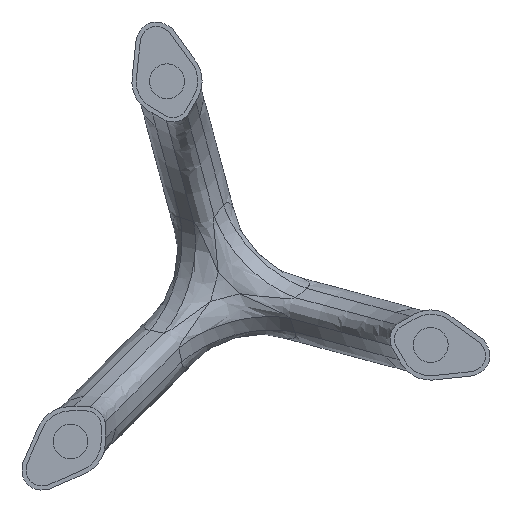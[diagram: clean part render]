
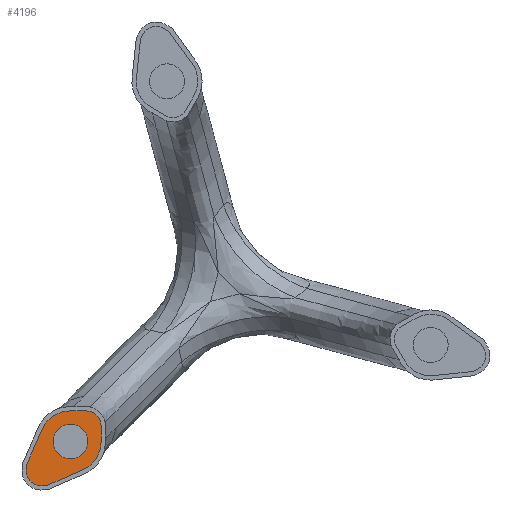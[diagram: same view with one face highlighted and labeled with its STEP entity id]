
A CAD part, front view. The second image highlights one B-rep face of the part: STEP entity #4196.
In plain terms, the highlighted planar face has unit normal (0, -1, 0).
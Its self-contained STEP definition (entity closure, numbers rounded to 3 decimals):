
#320 = CARTESIAN_POINT ( 'NONE',  ( -8., -1.5, -8. ) ) ;
#357 = EDGE_CURVE ( 'NONE', #3138, #1108, #11307, .T. ) ;
#425 = ORIENTED_EDGE ( 'NONE', *, *, #3163, .T. ) ;
#458 = AXIS2_PLACEMENT_3D ( 'NONE', #320, #7650, #3924 ) ;
#608 = DIRECTION ( 'NONE',  ( 0., 1., 0. ) ) ;
#720 = FACE_OUTER_BOUND ( 'NONE', #3125, .T. ) ;
#744 = CARTESIAN_POINT ( 'NONE',  ( -4.098, -1.5, -6.398 ) ) ;
#869 = ORIENTED_EDGE ( 'NONE', *, *, #3373, .T. ) ;
#941 = VECTOR ( 'NONE', #8538, 1000. ) ;
#967 = VERTEX_POINT ( 'NONE', #3145 ) ;
#1105 = VERTEX_POINT ( 'NONE', #2247 ) ;
#1108 = VERTEX_POINT ( 'NONE', #9263 ) ;
#1110 = VERTEX_POINT ( 'NONE', #7773 ) ;
#1172 = LINE ( 'NONE', #5806, #11845 ) ;
#1510 = DIRECTION ( 'NONE',  ( 0., 0., -1. ) ) ;
#1545 = CARTESIAN_POINT ( 'NONE',  ( -4.098, -1.5, -1.798 ) ) ;
#1585 = DIRECTION ( 'NONE',  ( 0., -1., 0. ) ) ;
#1642 = DIRECTION ( 'NONE',  ( 0., 0., -1. ) ) ;
#2064 = ORIENTED_EDGE ( 'NONE', *, *, #11345, .T. ) ;
#2117 = DIRECTION ( 'NONE',  ( 1., 0., 0. ) ) ;
#2247 = CARTESIAN_POINT ( 'NONE',  ( -9.93, -1.5, -7.215 ) ) ;
#2364 = LINE ( 'NONE', #3264, #10490 ) ;
#2414 = CARTESIAN_POINT ( 'NONE',  ( -4., -1.5, -4.197 ) ) ;
#2844 = EDGE_CURVE ( 'NONE', #11351, #967, #1172, .T. ) ;
#2889 = CARTESIAN_POINT ( 'NONE',  ( -2., -1.5, -0.07 ) ) ;
#3109 = CIRCLE ( 'NONE', #9788, 2.3 ) ;
#3125 = EDGE_LOOP ( 'NONE', ( #11687, #5022, #6718, #2064, #7775, #6760, #8581, #869, #425, #6260 ) ) ;
#3138 = VERTEX_POINT ( 'NONE', #5120 ) ;
#3145 = CARTESIAN_POINT ( 'NONE',  ( -0.07, -1.5, -2. ) ) ;
#3163 = EDGE_CURVE ( 'NONE', #5697, #1105, #4890, .T. ) ;
#3264 = CARTESIAN_POINT ( 'NONE',  ( 0., -1.5, -0.07 ) ) ;
#3373 = EDGE_CURVE ( 'NONE', #1110, #5697, #4209, .T. ) ;
#3871 = DIRECTION ( 'NONE',  ( 0., 0., 1. ) ) ;
#3879 = AXIS2_PLACEMENT_3D ( 'NONE', #8684, #6782, #9513 ) ;
#3907 = VECTOR ( 'NONE', #2117, 1000. ) ;
#3924 = DIRECTION ( 'NONE',  ( 0., 0., -1. ) ) ;
#3946 = DIRECTION ( 'NONE',  ( -1., 0., 0. ) ) ;
#4196 = ADVANCED_FACE ( 'NONE', ( #10667, #720 ), #4383, .F. ) ;
#4209 = CIRCLE ( 'NONE', #8980, 3.93 ) ;
#4278 = EDGE_CURVE ( 'NONE', #5443, #3138, #9307, .T. ) ;
#4383 = PLANE ( 'NONE',  #10180 ) ;
#4484 = CARTESIAN_POINT ( 'NONE',  ( -9.93, -1.5, 0. ) ) ;
#4533 = DIRECTION ( 'NONE',  ( 0., 0., -1. ) ) ;
#4584 = VERTEX_POINT ( 'NONE', #1545 ) ;
#4600 = CARTESIAN_POINT ( 'NONE',  ( -4.197, -1.5, -4. ) ) ;
#4655 = EDGE_CURVE ( 'NONE', #1105, #11272, #8975, .T. ) ;
#4771 = CARTESIAN_POINT ( 'NONE',  ( 0., -1.5, -9.93 ) ) ;
#4890 = LINE ( 'NONE', #7645, #941 ) ;
#5022 = ORIENTED_EDGE ( 'NONE', *, *, #4278, .T. ) ;
#5073 = AXIS2_PLACEMENT_3D ( 'NONE', #2414, #9716, #1510 ) ;
#5120 = CARTESIAN_POINT ( 'NONE',  ( -7.215, -1.5, -9.93 ) ) ;
#5440 = EDGE_CURVE ( 'NONE', #4584, #8815, #11530, .T. ) ;
#5443 = VERTEX_POINT ( 'NONE', #8625 ) ;
#5677 = DIRECTION ( 'NONE',  ( 0., 0., -1. ) ) ;
#5697 = VERTEX_POINT ( 'NONE', #7013 ) ;
#5806 = CARTESIAN_POINT ( 'NONE',  ( -0.07, -1.5, 0. ) ) ;
#6260 = ORIENTED_EDGE ( 'NONE', *, *, #4655, .T. ) ;
#6345 = EDGE_CURVE ( 'NONE', #8815, #4584, #3109, .T. ) ;
#6545 = EDGE_CURVE ( 'NONE', #967, #8283, #6955, .T. ) ;
#6718 = ORIENTED_EDGE ( 'NONE', *, *, #357, .T. ) ;
#6760 = ORIENTED_EDGE ( 'NONE', *, *, #6545, .T. ) ;
#6782 = DIRECTION ( 'NONE',  ( 0., -1., 0. ) ) ;
#6955 = CIRCLE ( 'NONE', #10934, 1.93 ) ;
#7013 = CARTESIAN_POINT ( 'NONE',  ( -7.787, -1.5, -2.402 ) ) ;
#7042 = CARTESIAN_POINT ( 'NONE',  ( -0.07, -1.5, -4.197 ) ) ;
#7271 = DIRECTION ( 'NONE',  ( 0., 0., 1. ) ) ;
#7294 = CARTESIAN_POINT ( 'NONE',  ( -2., -1.5, -2. ) ) ;
#7319 = VECTOR ( 'NONE', #8444, 1000. ) ;
#7645 = CARTESIAN_POINT ( 'NONE',  ( -5.606, -1.5, 2.496 ) ) ;
#7650 = DIRECTION ( 'NONE',  ( 0., -1., 0. ) ) ;
#7671 = CARTESIAN_POINT ( 'NONE',  ( 2.496, -1.5, -5.606 ) ) ;
#7706 = CARTESIAN_POINT ( 'NONE',  ( -9.93, -1.5, -8. ) ) ;
#7773 = CARTESIAN_POINT ( 'NONE',  ( -4.197, -1.5, -0.07 ) ) ;
#7775 = ORIENTED_EDGE ( 'NONE', *, *, #2844, .T. ) ;
#7790 = EDGE_CURVE ( 'NONE', #8283, #1110, #2364, .T. ) ;
#8071 = DIRECTION ( 'NONE',  ( 0., -1., 0. ) ) ;
#8283 = VERTEX_POINT ( 'NONE', #2889 ) ;
#8444 = DIRECTION ( 'NONE',  ( 0.914, 0., 0.407 ) ) ;
#8538 = DIRECTION ( 'NONE',  ( -0.407, 0., -0.914 ) ) ;
#8581 = ORIENTED_EDGE ( 'NONE', *, *, #7790, .T. ) ;
#8625 = CARTESIAN_POINT ( 'NONE',  ( -8., -1.5, -9.93 ) ) ;
#8684 = CARTESIAN_POINT ( 'NONE',  ( -4.098, -1.5, -4.098 ) ) ;
#8815 = VERTEX_POINT ( 'NONE', #744 ) ;
#8975 = LINE ( 'NONE', #4484, #9637 ) ;
#8980 = AXIS2_PLACEMENT_3D ( 'NONE', #4600, #8071, #4533 ) ;
#9263 = CARTESIAN_POINT ( 'NONE',  ( -2.402, -1.5, -7.787 ) ) ;
#9307 = LINE ( 'NONE', #4771, #3907 ) ;
#9513 = DIRECTION ( 'NONE',  ( 0., 0., -1. ) ) ;
#9603 = ORIENTED_EDGE ( 'NONE', *, *, #5440, .F. ) ;
#9637 = VECTOR ( 'NONE', #11670, 1000. ) ;
#9716 = DIRECTION ( 'NONE',  ( 0., -1., 0. ) ) ;
#9731 = ORIENTED_EDGE ( 'NONE', *, *, #6345, .F. ) ;
#9788 = AXIS2_PLACEMENT_3D ( 'NONE', #11105, #10206, #5677 ) ;
#9832 = CARTESIAN_POINT ( 'NONE',  ( -4., -1.5, -4.197 ) ) ;
#9975 = EDGE_LOOP ( 'NONE', ( #9603, #9731 ) ) ;
#10180 = AXIS2_PLACEMENT_3D ( 'NONE', #9832, #608, #7271 ) ;
#10206 = DIRECTION ( 'NONE',  ( 0., -1., 0. ) ) ;
#10413 = CIRCLE ( 'NONE', #458, 1.93 ) ;
#10490 = VECTOR ( 'NONE', #3946, 1000. ) ;
#10550 = EDGE_CURVE ( 'NONE', #11272, #5443, #10413, .T. ) ;
#10667 = FACE_BOUND ( 'NONE', #9975, .T. ) ;
#10934 = AXIS2_PLACEMENT_3D ( 'NONE', #7294, #1585, #1642 ) ;
#11105 = CARTESIAN_POINT ( 'NONE',  ( -4.098, -1.5, -4.098 ) ) ;
#11272 = VERTEX_POINT ( 'NONE', #7706 ) ;
#11307 = LINE ( 'NONE', #7671, #7319 ) ;
#11345 = EDGE_CURVE ( 'NONE', #1108, #11351, #11374, .T. ) ;
#11351 = VERTEX_POINT ( 'NONE', #7042 ) ;
#11374 = CIRCLE ( 'NONE', #5073, 3.93 ) ;
#11530 = CIRCLE ( 'NONE', #3879, 2.3 ) ;
#11670 = DIRECTION ( 'NONE',  ( 0., 0., -1. ) ) ;
#11687 = ORIENTED_EDGE ( 'NONE', *, *, #10550, .T. ) ;
#11845 = VECTOR ( 'NONE', #3871, 1000. ) ;
